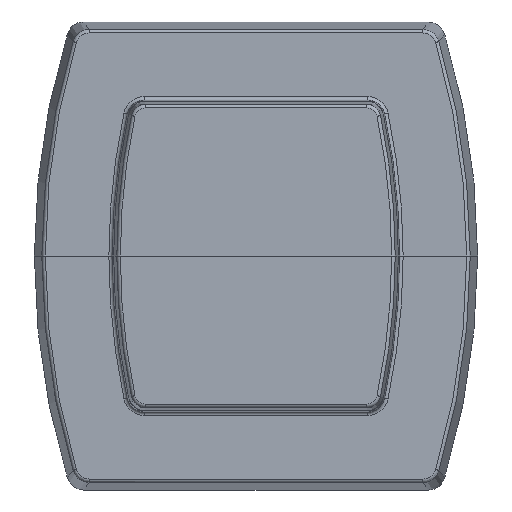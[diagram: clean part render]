
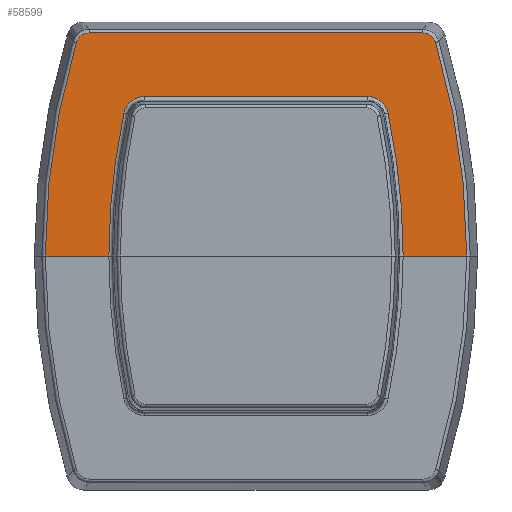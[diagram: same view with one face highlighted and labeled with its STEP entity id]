
A CAD part, left-side view. The second image highlights one B-rep face of the part: STEP entity #58599.
In plain terms, the highlighted planar face has unit normal (-1, 0, 0).
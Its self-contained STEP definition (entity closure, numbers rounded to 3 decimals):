
#58486=AXIS2_PLACEMENT_3D('Circle Axis2P3D',#58484,#58485,$) ;
#58506=AXIS2_PLACEMENT_3D('Plane Axis2P3D',#58503,#58504,#58505) ;
#58510=AXIS2_PLACEMENT_3D('Circle Axis2P3D',#58508,#58509,$) ;
#58517=AXIS2_PLACEMENT_3D('Circle Axis2P3D',#58515,#58516,$) ;
#58531=AXIS2_PLACEMENT_3D('Circle Axis2P3D',#58529,#58530,$) ;
#58536=AXIS2_PLACEMENT_3D('Circle Axis2P3D',#58534,#58535,$) ;
#58582=AXIS2_PLACEMENT_3D('Circle Axis2P3D',#58580,#58581,$) ;
#30634=CARTESIAN_POINT('Vertex',(271.,-59.646,-11.)) ;
#30637=CARTESIAN_POINT('Line Origine',(271.,-50.649,-11.)) ;
#30641=CARTESIAN_POINT('Vertex',(271.,-41.652,-11.)) ;
#31072=CARTESIAN_POINT('Vertex',(271.,41.652,-11.)) ;
#31075=CARTESIAN_POINT('Line Origine',(271.,50.649,-11.)) ;
#31079=CARTESIAN_POINT('Vertex',(271.,59.646,-11.)) ;
#58484=CARTESIAN_POINT('Axis2P3D Location',(271.,152.5,-11.)) ;
#58488=CARTESIAN_POINT('Vertex',(271.,-37.385,29.481)) ;
#58503=CARTESIAN_POINT('Axis2P3D Location',(271.,0.,-11.)) ;
#58508=CARTESIAN_POINT('Axis2P3D Location',(271.,-152.5,-11.)) ;
#58512=CARTESIAN_POINT('Vertex',(271.,37.385,29.481)) ;
#58515=CARTESIAN_POINT('Axis2P3D Location',(271.,31.613,28.25)) ;
#58519=CARTESIAN_POINT('Vertex',(271.,31.613,34.152)) ;
#58522=CARTESIAN_POINT('Line Origine',(271.,0.,34.152)) ;
#58526=CARTESIAN_POINT('Vertex',(271.,-31.613,34.152)) ;
#58529=CARTESIAN_POINT('Axis2P3D Location',(271.,-31.613,28.25)) ;
#58534=CARTESIAN_POINT('Axis2P3D Location',(271.,152.5,-11.)) ;
#58538=CARTESIAN_POINT('Vertex',(271.,-50.855,49.439)) ;
#58542=CARTESIAN_POINT('Control Point',(271.,-47.226,52.146)) ;
#58543=CARTESIAN_POINT('Control Point',(271.,-47.499,52.146)) ;
#58544=CARTESIAN_POINT('Control Point',(271.,-47.773,52.122)) ;
#58545=CARTESIAN_POINT('Control Point',(271.,-48.043,52.073)) ;
#58546=CARTESIAN_POINT('Control Point',(271.,-48.705,51.889)) ;
#58547=CARTESIAN_POINT('Control Point',(271.,-49.312,51.561)) ;
#58548=CARTESIAN_POINT('Control Point',(271.,-49.647,51.316)) ;
#58549=CARTESIAN_POINT('Control Point',(271.,-50.153,50.827)) ;
#58550=CARTESIAN_POINT('Control Point',(271.,-50.533,50.238)) ;
#58551=CARTESIAN_POINT('Control Point',(271.,-50.665,49.982)) ;
#58552=CARTESIAN_POINT('Control Point',(271.,-50.773,49.714)) ;
#58553=CARTESIAN_POINT('Control Point',(271.,-50.855,49.439)) ;
#58554=CARTESIAN_POINT('Vertex',(271.,-47.226,52.146)) ;
#58557=CARTESIAN_POINT('Line Origine',(271.,0.,52.146)) ;
#58561=CARTESIAN_POINT('Vertex',(271.,47.226,52.146)) ;
#58565=CARTESIAN_POINT('Control Point',(271.,50.855,49.439)) ;
#58566=CARTESIAN_POINT('Control Point',(271.,50.812,49.583)) ;
#58567=CARTESIAN_POINT('Control Point',(271.,50.762,49.725)) ;
#58568=CARTESIAN_POINT('Control Point',(271.,50.705,49.864)) ;
#58569=CARTESIAN_POINT('Control Point',(271.,50.468,50.372)) ;
#58570=CARTESIAN_POINT('Control Point',(271.,50.139,50.832)) ;
#58571=CARTESIAN_POINT('Control Point',(271.,49.853,51.134)) ;
#58572=CARTESIAN_POINT('Control Point',(271.,49.207,51.653)) ;
#58573=CARTESIAN_POINT('Control Point',(271.,48.447,51.98)) ;
#58574=CARTESIAN_POINT('Control Point',(271.,48.046,52.091)) ;
#58575=CARTESIAN_POINT('Control Point',(271.,47.636,52.146)) ;
#58576=CARTESIAN_POINT('Control Point',(271.,47.226,52.146)) ;
#58577=CARTESIAN_POINT('Vertex',(271.,50.855,49.439)) ;
#58580=CARTESIAN_POINT('Axis2P3D Location',(271.,-152.5,-11.)) ;
#30638=DIRECTION('Vector Direction',(0.,-1.,0.)) ;
#31076=DIRECTION('Vector Direction',(0.,1.,0.)) ;
#58485=DIRECTION('Axis2P3D Direction',(-1.,0.,0.)) ;
#58504=DIRECTION('Axis2P3D Direction',(-1.,0.,0.)) ;
#58505=DIRECTION('Axis2P3D XDirection',(0.,-1.,0.)) ;
#58509=DIRECTION('Axis2P3D Direction',(-1.,0.,0.)) ;
#58516=DIRECTION('Axis2P3D Direction',(-1.,0.,0.)) ;
#58523=DIRECTION('Vector Direction',(0.,-1.,0.)) ;
#58530=DIRECTION('Axis2P3D Direction',(-1.,0.,0.)) ;
#58535=DIRECTION('Axis2P3D Direction',(-1.,0.,0.)) ;
#58558=DIRECTION('Vector Direction',(0.,-1.,0.)) ;
#58581=DIRECTION('Axis2P3D Direction',(-1.,0.,0.)) ;
#30639=VECTOR('Line Direction',#30638,1.) ;
#31077=VECTOR('Line Direction',#31076,1.) ;
#58524=VECTOR('Line Direction',#58523,1.) ;
#58559=VECTOR('Line Direction',#58558,1.) ;
#58586=ORIENTED_EDGE('',*,*,#31081,.F.) ;
#58587=ORIENTED_EDGE('',*,*,#58514,.F.) ;
#58588=ORIENTED_EDGE('',*,*,#58521,.F.) ;
#58589=ORIENTED_EDGE('',*,*,#58528,.F.) ;
#58590=ORIENTED_EDGE('',*,*,#58533,.F.) ;
#58591=ORIENTED_EDGE('',*,*,#58490,.F.) ;
#58592=ORIENTED_EDGE('',*,*,#30643,.F.) ;
#58593=ORIENTED_EDGE('',*,*,#58540,.T.) ;
#58594=ORIENTED_EDGE('',*,*,#58556,.T.) ;
#58595=ORIENTED_EDGE('',*,*,#58563,.T.) ;
#58596=ORIENTED_EDGE('',*,*,#58579,.T.) ;
#58597=ORIENTED_EDGE('',*,*,#58584,.T.) ;
#58599=ADVANCED_FACE('Cache-colonnette-1F.1\\Corps principal',(#58598),#58507,.T.) ;
#58541=B_SPLINE_CURVE_WITH_KNOTS('',5,(#58542,#58543,#58544,#58545,#58546,#58547,#58548,#58549,#58550,#58551,#58552,#58553),.UNSPECIFIED.,.F.,.U.,(6,3,3,6),(1.371,3.295,6.182,8.202),.UNSPECIFIED.) ;
#58564=B_SPLINE_CURVE_WITH_KNOTS('',5,(#58565,#58566,#58567,#58568,#58569,#58570,#58571,#58572,#58573,#58574,#58575,#58576),.UNSPECIFIED.,.F.,.U.,(6,3,3,6),(1.371,2.428,5.315,8.202),.UNSPECIFIED.) ;
#58487=CIRCLE('generated circle',#58486,194.152) ;
#58511=CIRCLE('generated circle',#58510,194.152) ;
#58518=CIRCLE('generated circle',#58517,5.902) ;
#58532=CIRCLE('generated circle',#58531,5.902) ;
#58537=CIRCLE('generated circle',#58536,212.146) ;
#58583=CIRCLE('generated circle',#58582,212.146) ;
#30643=EDGE_CURVE('',#30635,#30642,#30640,.F.) ;
#31081=EDGE_CURVE('',#31073,#31080,#31078,.T.) ;
#58490=EDGE_CURVE('',#30642,#58489,#58487,.T.) ;
#58514=EDGE_CURVE('',#58513,#31073,#58511,.T.) ;
#58521=EDGE_CURVE('',#58520,#58513,#58518,.T.) ;
#58528=EDGE_CURVE('',#58527,#58520,#58525,.F.) ;
#58533=EDGE_CURVE('',#58489,#58527,#58532,.T.) ;
#58540=EDGE_CURVE('',#30635,#58539,#58537,.T.) ;
#58556=EDGE_CURVE('',#58539,#58555,#58541,.F.) ;
#58563=EDGE_CURVE('',#58555,#58562,#58560,.F.) ;
#58579=EDGE_CURVE('',#58562,#58578,#58564,.F.) ;
#58584=EDGE_CURVE('',#58578,#31080,#58583,.T.) ;
#58585=EDGE_LOOP('',(#58586,#58587,#58588,#58589,#58590,#58591,#58592,#58593,#58594,#58595,#58596,#58597)) ;
#58598=FACE_OUTER_BOUND('',#58585,.T.) ;
#30640=LINE('Line',#30637,#30639) ;
#31078=LINE('Line',#31075,#31077) ;
#58525=LINE('Line',#58522,#58524) ;
#58560=LINE('Line',#58557,#58559) ;
#58507=PLANE('',#58506) ;
#30635=VERTEX_POINT('',#30634) ;
#30642=VERTEX_POINT('',#30641) ;
#31073=VERTEX_POINT('',#31072) ;
#31080=VERTEX_POINT('',#31079) ;
#58489=VERTEX_POINT('',#58488) ;
#58513=VERTEX_POINT('',#58512) ;
#58520=VERTEX_POINT('',#58519) ;
#58527=VERTEX_POINT('',#58526) ;
#58539=VERTEX_POINT('',#58538) ;
#58555=VERTEX_POINT('',#58554) ;
#58562=VERTEX_POINT('',#58561) ;
#58578=VERTEX_POINT('',#58577) ;
